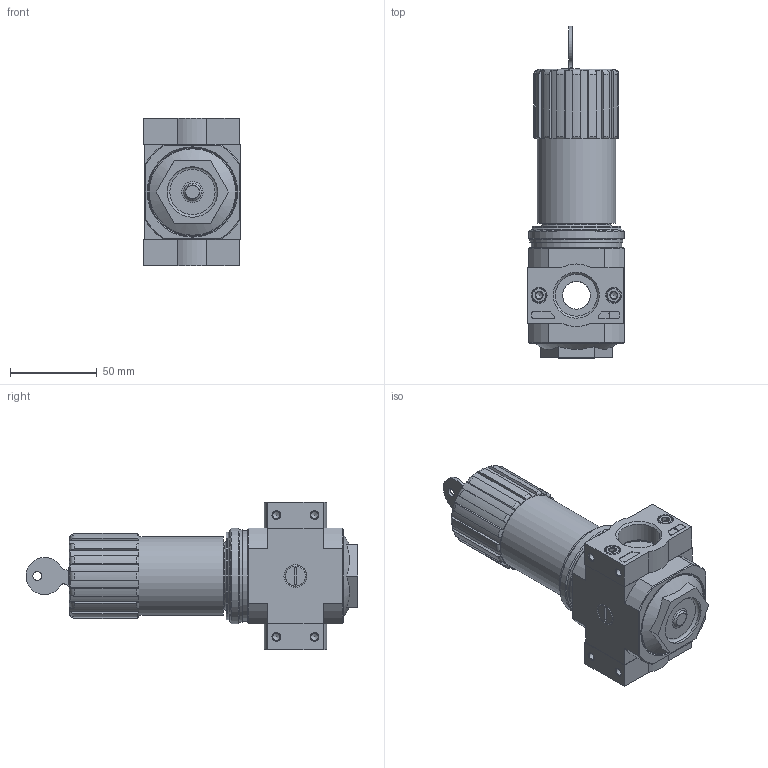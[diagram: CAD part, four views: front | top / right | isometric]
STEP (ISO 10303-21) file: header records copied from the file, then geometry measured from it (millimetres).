
FILE_DESCRIPTION(/* description */ ('STEP AP214'),/* implementation_level */ '2;1');
FILE_NAME(/* name */ '194655_LRS-3_4-D-7-O-I-MIDI',/* time_stamp */ '2024-09-05T00:49:22+02:00',/* author */ ('License CC BY-ND 4.0'),/* organization */ ('CADENAS'),/* preprocessor_version */ 'ST-DEVELOPER v19.3',/* originating_system */ 'PARTsolutions',/* authorisation */ ' ');
FILE_SCHEMA (('AUTOMOTIVE_DESIGN {1 0 10303 214 3 1 1}'));
Length unit declared in the file: millimetre
Products named in the file (7): 194655 LRS-3/4-D-7-O-I-MIDI; 646260 LRS-D-7-I-MIDI; 380307 PBL-3/4-D-MIDI-R---(0) p1; DIN-912 - M5x18(F); 380305 PBL-3/4-D-MIDI-L---(1) p1; 398012 LRVS-D-MINI; 373846 LR-MIDI
Assembly tree (10 placements, depth 2):
  194655 LRS-3/4-D-7-O-I-MIDI
    646260 LRS-D-7-I-MIDI
    380307 PBL-3/4-D-MIDI-R---(0) p1
    DIN-912 - M5x18(F)  x4
    380305 PBL-3/4-D-MIDI-L---(1) p1
    398012 LRVS-D-MINI
    373846 LR-MIDI  x2
Bounding box: 55.5 x 191 x 85 mm (x, y, z)
Volume: 374830.1 mm3; surface area: 63421.5 mm2
Topology: 10 solids, 10 shells, 448 faces, 995 edges, 606 vertices
Faces by surface type: plane 216, cylinder 118, cone 92, torus 22
Full cylindrical faces by diameter (mm): 4.134 x8, 5 x4, 5.1 x1, 5.8 x1, 6.3 x2, 8.5 x4, 9.6 x2, 11.2 x2, 11.445 x2, 13.157 x2, 16 x1, 18.7 x1, 24.117 x2, 26.4 x1, 29 x1, 29.7 x1, 30.8 x1, 39 x1, 40 x1, 45.3 x1, 50.16 x1, 50.376 x1, 52 x1, 53.5 x1, 54.8 x1
Entity records: 11117 total; most frequent: CARTESIAN_POINT 1949, DIRECTION 1642, ORIENTED_EDGE 1428, EDGE_CURVE 714, AXIS2_PLACEMENT_3D 662, VERTEX_POINT 499, FACE_BOUND 493, EDGE_LOOP 488
